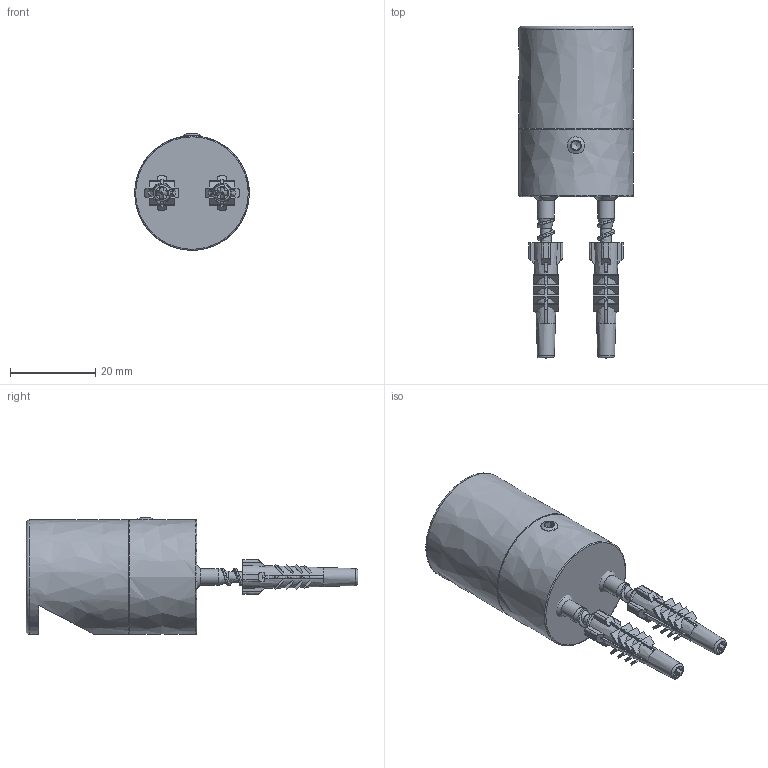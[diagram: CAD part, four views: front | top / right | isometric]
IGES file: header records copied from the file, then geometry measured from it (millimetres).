
Global section: file name: N5032; native system: Autodesk Inventor 2016; preprocessor: unknown; author: mblakey; date: 20161220.072621; units: millimetre
Bounding box: 26.85 x 77.84 x 27.34 mm (x, y, z)
Volume: 18470.3 mm3; surface area: 11583.1 mm2
Topology: 7 solids, 7 shells, 523 faces, 1554 edges, 1032 vertices
Faces by surface type: bspline 523
